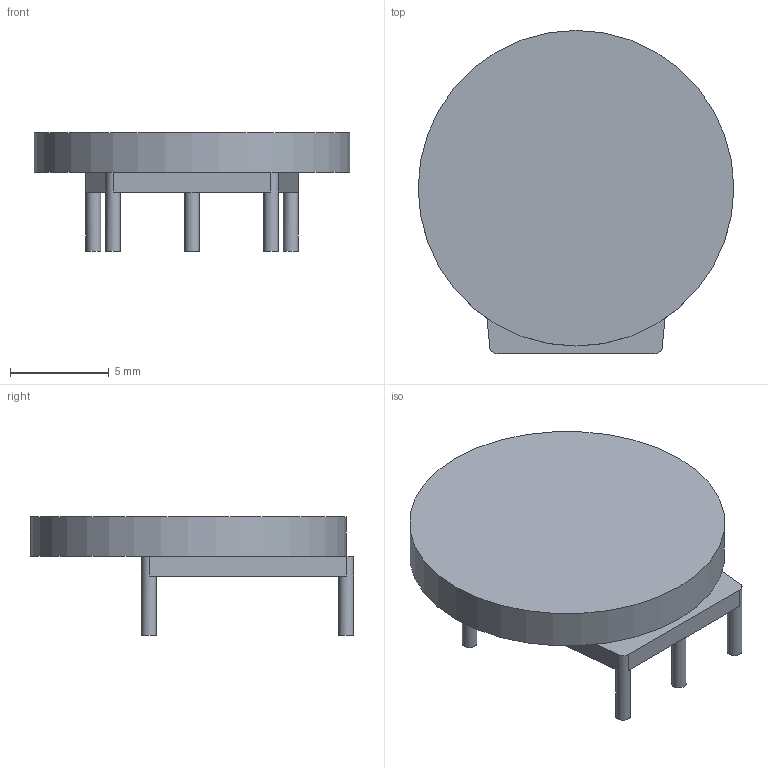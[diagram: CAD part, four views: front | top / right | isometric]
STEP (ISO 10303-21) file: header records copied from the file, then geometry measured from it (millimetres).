
FILE_DESCRIPTION(('FreeCAD Model'),'2;1');
FILE_NAME('thumbwheel_D16mm_H2mm.step','2020-01-08T21:15:24',( 'Author'),(''),'Open CASCADE STEP processor 7.3','FreeCAD','Unknown' );
FILE_SCHEMA(('AUTOMOTIVE_DESIGN { 1 0 10303 214 1 1 1 1 }'));
Length unit declared in the file: millimetre
Products named in the file (3): thumbwheel; pins; wheel
Assembly tree (2 placements, depth 2):
  thumbwheel
    pins
    wheel
Bounding box: 16 x 16.38 x 6 mm (x, y, z)
Volume: 513.5 mm3; surface area: 787.9 mm2
Topology: 2 solids, 2 shells, 19 faces, 44 edges, 29 vertices
Faces by surface type: plane 13, cylinder 6
Full cylindrical faces by diameter (mm): 0.75 x5, 16 x1
Entity records: 615 total; most frequent: DIRECTION 105, CARTESIAN_POINT 99, ORIENTED_EDGE 88, EDGE_CURVE 44, AXIS2_PLACEMENT_3D 43, VERTEX_POINT 29, CIRCLE 21, FACE_BOUND 20
